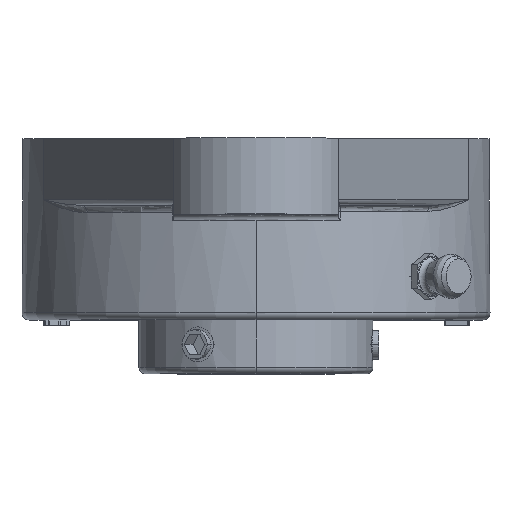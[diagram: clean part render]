
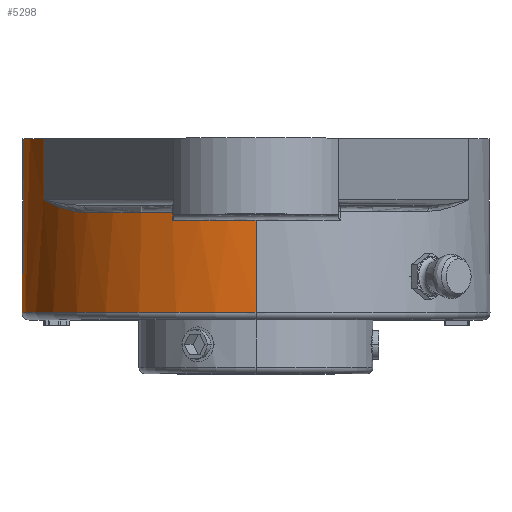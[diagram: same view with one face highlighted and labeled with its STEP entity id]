
A CAD part, top view. The second image highlights one B-rep face of the part: STEP entity #5298.
In plain terms, the highlighted cylindrical face has radius 40 mm (diameter 80 mm), a partial arc.
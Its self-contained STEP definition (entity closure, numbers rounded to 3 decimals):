
#1=CARTESIAN_POINT('',(0.,13.,0.));
#2=DIRECTION('',(0.,1.,0.));
#3=DIRECTION('',(-0.908,0.,-0.419));
#4=AXIS2_PLACEMENT_3D('',#1,#2,#3);
#93=CARTESIAN_POINT('',(0.,-1.,0.));
#94=DIRECTION('',(0.,1.,0.));
#95=DIRECTION('',(-0.357,0.,0.934));
#96=AXIS2_PLACEMENT_3D('',#93,#94,#95);
#98=DIRECTION('',(0.,-1.,0.));
#99=VECTOR('',#98,15.73);
#100=CARTESIAN_POINT('',(0.,-1.,40.));
#101=LINE('',#100,#99);
#102=CARTESIAN_POINT('',(0.,-16.73,0.));
#103=DIRECTION('',(0.,-1.,0.));
#104=DIRECTION('',(0.,0.,1.));
#105=AXIS2_PLACEMENT_3D('',#102,#103,#104);
#107=CARTESIAN_POINT('',(0.,-1.,0.));
#108=DIRECTION('',(0.,1.,0.));
#109=DIRECTION('',(0.,0.,-1.));
#110=AXIS2_PLACEMENT_3D('',#107,#108,#109);
#112=CARTESIAN_POINT('',(0.,0.254,0.));
#113=DIRECTION('',(0.,1.,0.));
#114=DIRECTION('',(-0.36,0.,-0.933));
#115=AXIS2_PLACEMENT_3D('',#112,#113,#114);
#117=CARTESIAN_POINT('',(-28.846,0.254,
-27.711));
#118=CARTESIAN_POINT('',(-29.123,0.254,
-27.423));
#119=CARTESIAN_POINT('',(-29.691,0.278,
-26.814));
#120=CARTESIAN_POINT('',(-30.578,0.385,
-25.8));
#121=CARTESIAN_POINT('',(-31.495,0.564,
-24.674));
#122=CARTESIAN_POINT('',(-32.443,0.815,
-23.417));
#123=CARTESIAN_POINT('',(-33.415,1.139,-22.011));
#124=CARTESIAN_POINT('',(-34.386,1.531,-20.464));
#125=CARTESIAN_POINT('',(-35.36,1.99,-18.738));
#126=CARTESIAN_POINT('',(-36.006,2.341,-17.439));
#127=CARTESIAN_POINT('',(-36.323,2.524,-16.752));
#129=DIRECTION('',(0.,1.,0.));
#130=VECTOR('',#129,10.476);
#131=CARTESIAN_POINT('',(-36.323,2.524,-16.752));
#132=LINE('',#131,#130);
#133=CARTESIAN_POINT('',(-36.323,2.524,16.752));
#134=CARTESIAN_POINT('',(-36.006,2.341,17.439));
#135=CARTESIAN_POINT('',(-35.36,1.99,18.738));
#136=CARTESIAN_POINT('',(-34.386,1.531,20.464));
#137=CARTESIAN_POINT('',(-33.414,1.139,22.012));
#138=CARTESIAN_POINT('',(-32.443,0.815,23.417));
#139=CARTESIAN_POINT('',(-31.495,0.564,24.675));
#140=CARTESIAN_POINT('',(-30.578,0.385,25.8));
#141=CARTESIAN_POINT('',(-29.691,0.278,26.814));
#142=CARTESIAN_POINT('',(-29.123,0.254,27.423));
#143=CARTESIAN_POINT('',(-28.846,0.254,27.711));
#145=CARTESIAN_POINT('',(0.,0.254,0.));
#146=DIRECTION('',(0.,1.,0.));
#147=DIRECTION('',(-0.721,0.,0.693));
#148=AXIS2_PLACEMENT_3D('',#145,#146,#147);
#232=DIRECTION('',(0.,-1.,0.));
#233=VECTOR('',#232,15.73);
#234=CARTESIAN_POINT('',(0.,-1.,-40.));
#235=LINE('',#234,#233);
#386=DIRECTION('',(0.,1.,0.));
#387=VECTOR('',#386,1.254);
#388=CARTESIAN_POINT('',(-14.268,-1.,37.369));
#389=LINE('',#388,#387);
#395=CARTESIAN_POINT('',(-14.268,0.254,37.369));
#428=CARTESIAN_POINT('',(-36.323,2.524,16.752));
#611=DIRECTION('',(0.,1.,0.));
#612=VECTOR('',#611,10.476);
#613=CARTESIAN_POINT('',(-36.323,2.524,16.752));
#614=LINE('',#613,#612);
#722=DIRECTION('',(0.,-1.,0.));
#723=VECTOR('',#722,1.254);
#724=CARTESIAN_POINT('',(-14.395,0.254,
-37.32));
#725=LINE('',#724,#723);
#899=CARTESIAN_POINT('',(-14.395,0.254,
-37.32));
#4043=CARTESIAN_POINT('',(-36.323,13.,-16.752));
#4044=CARTESIAN_POINT('',(-36.323,13.,16.752));
#4045=VERTEX_POINT('',#4043);
#4046=VERTEX_POINT('',#4044);
#4089=VERTEX_POINT('',#117);
#4090=VERTEX_POINT('',#127);
#4092=CARTESIAN_POINT('',(-28.846,0.254,27.711));
#4094=VERTEX_POINT('',#4092);
#4107=CARTESIAN_POINT('',(0.,-16.73,-40.));
#4108=CARTESIAN_POINT('',(0.,-16.73,40.));
#4109=VERTEX_POINT('',#4107);
#4110=VERTEX_POINT('',#4108);
#4138=VERTEX_POINT('',#395);
#4154=CARTESIAN_POINT('',(0.,-1.,40.));
#4156=VERTEX_POINT('',#4154);
#4158=CARTESIAN_POINT('',(-14.268,-1.,37.369));
#4159=VERTEX_POINT('',#4158);
#4160=CARTESIAN_POINT('',(0.,-1.,-40.));
#4161=CARTESIAN_POINT('',(-14.395,-1.,-37.32));
#4162=VERTEX_POINT('',#4160);
#4163=VERTEX_POINT('',#4161);
#4188=VERTEX_POINT('',#428);
#4194=VERTEX_POINT('',#899);
#5264=CARTESIAN_POINT('',(0.,13.,0.));
#5265=DIRECTION('',(0.,-1.,0.));
#5266=DIRECTION('',(0.,0.,-1.));
#5267=AXIS2_PLACEMENT_3D('',#5264,#5265,#5266);
#5268=CYLINDRICAL_SURFACE('',#5267,40.);
#5270=ORIENTED_EDGE('',*,*,#5269,.T.);
#5272=ORIENTED_EDGE('',*,*,#5271,.T.);
#5274=ORIENTED_EDGE('',*,*,#5273,.T.);
#5276=ORIENTED_EDGE('',*,*,#5275,.F.);
#5278=ORIENTED_EDGE('',*,*,#5277,.T.);
#5280=ORIENTED_EDGE('',*,*,#5279,.F.);
#5282=ORIENTED_EDGE('',*,*,#5281,.T.);
#5284=ORIENTED_EDGE('',*,*,#5283,.T.);
#5286=ORIENTED_EDGE('',*,*,#5285,.T.);
#5287=ORIENTED_EDGE('',*,*,#5215,.T.);
#5289=ORIENTED_EDGE('',*,*,#5288,.F.);
#5291=ORIENTED_EDGE('',*,*,#5290,.T.);
#5293=ORIENTED_EDGE('',*,*,#5292,.T.);
#5295=ORIENTED_EDGE('',*,*,#5294,.F.);
#5296=EDGE_LOOP('',(#5270,#5272,#5274,#5276,#5278,#5280,#5282,#5284,#5286,#5287,
#5289,#5291,#5293,#5295));
#5297=FACE_OUTER_BOUND('',#5296,.F.);
#5298=ADVANCED_FACE('',(#5297),#5268,.T.);
#5=CIRCLE('',#4,40.);
#97=CIRCLE('',#96,40.);
#106=CIRCLE('',#105,40.);
#111=CIRCLE('',#110,40.);
#116=CIRCLE('',#115,40.);
#128=B_SPLINE_CURVE_WITH_KNOTS('',3,(#117,#118,#119,#120,#121,#122,#123,#124,
#125,#126,#127),.UNSPECIFIED.,.F.,.F.,(4,1,1,1,1,1,1,1,4),(0.,0.125,0.25,
0.375,0.5,0.625,0.75,0.875,1.),.UNSPECIFIED.);
#144=B_SPLINE_CURVE_WITH_KNOTS('',3,(#133,#134,#135,#136,#137,#138,#139,#140,
#141,#142,#143),.UNSPECIFIED.,.F.,.F.,(4,1,1,1,1,1,1,1,4),(0.,0.125,0.25,
0.375,0.5,0.625,0.75,0.875,1.),.UNSPECIFIED.);
#149=CIRCLE('',#148,40.);
#5215=EDGE_CURVE('',#4045,#4046,#5,.T.);
#5269=EDGE_CURVE('',#4159,#4156,#97,.T.);
#5271=EDGE_CURVE('',#4156,#4110,#101,.T.);
#5273=EDGE_CURVE('',#4110,#4109,#106,.T.);
#5275=EDGE_CURVE('',#4162,#4109,#235,.T.);
#5277=EDGE_CURVE('',#4162,#4163,#111,.T.);
#5279=EDGE_CURVE('',#4194,#4163,#725,.T.);
#5281=EDGE_CURVE('',#4194,#4089,#116,.T.);
#5283=EDGE_CURVE('',#4089,#4090,#128,.T.);
#5285=EDGE_CURVE('',#4090,#4045,#132,.T.);
#5288=EDGE_CURVE('',#4188,#4046,#614,.T.);
#5290=EDGE_CURVE('',#4188,#4094,#144,.T.);
#5292=EDGE_CURVE('',#4094,#4138,#149,.T.);
#5294=EDGE_CURVE('',#4159,#4138,#389,.T.);
